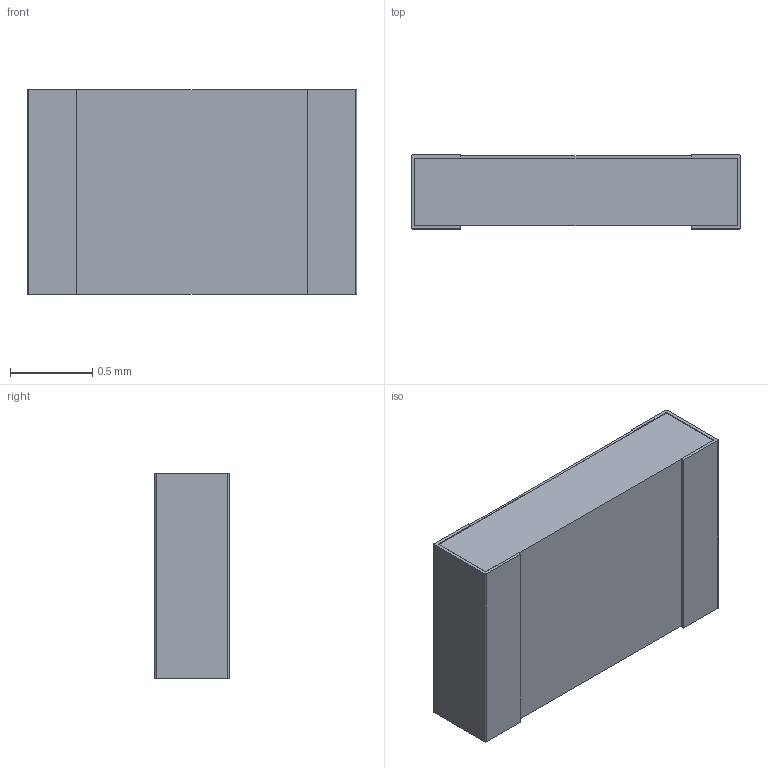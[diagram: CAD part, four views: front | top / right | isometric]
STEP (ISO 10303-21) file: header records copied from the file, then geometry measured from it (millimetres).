
FILE_DESCRIPTION (( 'STEP AP214' ), '1' );
FILE_NAME ('User Library-R SMD 0805.STEP', '2017-02-09T10:59:07', ( 'Windows User' ), ( '' ), 'SwSTEP 2.0', 'SolidWorks 2017', '' );
FILE_SCHEMA (( 'AUTOMOTIVE_DESIGN' ));
Length unit declared in the file: millimetre
Products named in the file (4): User Library-R SMD 0805_0805 OPIS; User Library-R SMD 0805_0805 PAD; User Library-R SMD 0805_0805 BODY; User Library-R SMD 0805
Assembly tree (4 placements, depth 2):
  User Library-R SMD 0805
    User Library-R SMD 0805_0805 BODY
    User Library-R SMD 0805_0805 PAD  x2
    User Library-R SMD 0805_0805 OPIS
Bounding box: 2 x 0.45 x 1.25 mm (x, y, z)
Volume: 1.1 mm3; surface area: 16.3 mm2
Topology: 4 solids, 4 shells, 96 faces, 240 edges, 160 vertices
Faces by surface type: plane 47, bspline 45, cylinder 4
Entity records: 5786 total; most frequent: CARTESIAN_POINT 2998, ORIENTED_EDGE 420, DIRECTION 216, EDGE_CURVE 210, VERTEX_POINT 140, VECTOR 116, LINE 116, UNCERTAINTY_MEASURE_WITH_UNIT 94
